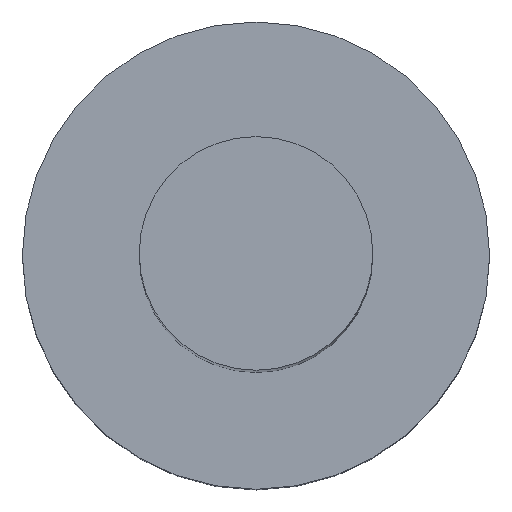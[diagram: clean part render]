
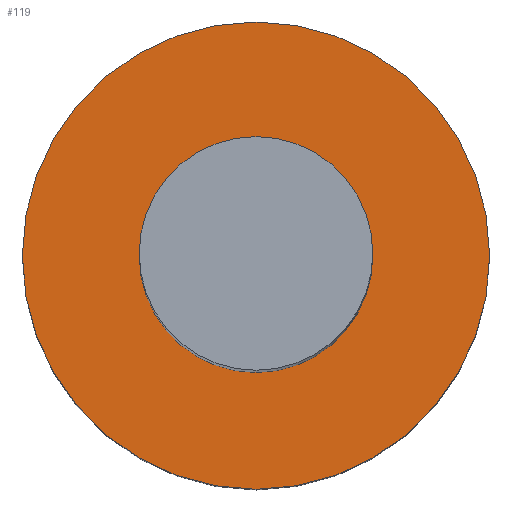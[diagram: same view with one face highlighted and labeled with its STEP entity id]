
A CAD part, top view. The second image highlights one B-rep face of the part: STEP entity #119.
In plain terms, the highlighted planar face has unit normal (0, 0, 1).
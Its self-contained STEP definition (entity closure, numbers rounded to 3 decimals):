
#2 = VERTEX_POINT ( 'NONE', #196 ) ;
#4 = ORIENTED_EDGE ( 'NONE', *, *, #314, .F. ) ;
#10 = DIRECTION ( 'NONE',  ( -1., 0., 0. ) ) ;
#11 = ORIENTED_EDGE ( 'NONE', *, *, #190, .F. ) ;
#14 = DIRECTION ( 'NONE',  ( -1., 0., 0. ) ) ;
#15 = AXIS2_PLACEMENT_3D ( 'NONE', #162, #17, #14 ) ;
#17 = DIRECTION ( 'NONE',  ( 0., 0., -1. ) ) ;
#18 = CIRCLE ( 'NONE', #127, 6. ) ;
#37 = CARTESIAN_POINT ( 'NONE',  ( 0., 0., 0. ) ) ;
#44 = DIRECTION ( 'NONE',  ( 0., 0., -1. ) ) ;
#46 = VERTEX_POINT ( 'NONE', #334 ) ;
#51 = EDGE_LOOP ( 'NONE', ( #76, #227 ) ) ;
#56 = CIRCLE ( 'NONE', #331, 6. ) ;
#59 = FACE_BOUND ( 'NONE', #51, .T. ) ;
#70 = DIRECTION ( 'NONE',  ( 0., 0., -1. ) ) ;
#76 = ORIENTED_EDGE ( 'NONE', *, *, #81, .T. ) ;
#81 = EDGE_CURVE ( 'NONE', #188, #124, #18, .T. ) ;
#89 = DIRECTION ( 'NONE',  ( -1., 0., 0. ) ) ;
#112 = EDGE_LOOP ( 'NONE', ( #11, #4 ) ) ;
#119 = ADVANCED_FACE ( 'NONE', ( #59, #195 ), #164, .F. ) ;
#124 = VERTEX_POINT ( 'NONE', #292 ) ;
#127 = AXIS2_PLACEMENT_3D ( 'NONE', #37, #185, #89 ) ;
#140 = DIRECTION ( 'NONE',  ( -1., 0., 0. ) ) ;
#157 = EDGE_CURVE ( 'NONE', #124, #188, #56, .T. ) ;
#162 = CARTESIAN_POINT ( 'NONE',  ( 0., 0., 0. ) ) ;
#164 = PLANE ( 'NONE',  #276 ) ;
#174 = CIRCLE ( 'NONE', #15, 12. ) ;
#182 = CARTESIAN_POINT ( 'NONE',  ( -6., 0., 0. ) ) ;
#185 = DIRECTION ( 'NONE',  ( 0., 0., -1. ) ) ;
#188 = VERTEX_POINT ( 'NONE', #182 ) ;
#190 = EDGE_CURVE ( 'NONE', #2, #46, #174, .T. ) ;
#195 = FACE_OUTER_BOUND ( 'NONE', #112, .T. ) ;
#196 = CARTESIAN_POINT ( 'NONE',  ( 12., 0., 0. ) ) ;
#227 = ORIENTED_EDGE ( 'NONE', *, *, #157, .T. ) ;
#237 = CARTESIAN_POINT ( 'NONE',  ( 0., 0., 0. ) ) ;
#258 = CARTESIAN_POINT ( 'NONE',  ( 0., 0., 0. ) ) ;
#259 = CARTESIAN_POINT ( 'NONE',  ( 0., 0., 0. ) ) ;
#276 = AXIS2_PLACEMENT_3D ( 'NONE', #237, #70, #298 ) ;
#292 = CARTESIAN_POINT ( 'NONE',  ( 6., 0., 0. ) ) ;
#298 = DIRECTION ( 'NONE',  ( -1., 0., 0. ) ) ;
#309 = AXIS2_PLACEMENT_3D ( 'NONE', #258, #313, #10 ) ;
#313 = DIRECTION ( 'NONE',  ( 0., 0., -1. ) ) ;
#314 = EDGE_CURVE ( 'NONE', #46, #2, #327, .T. ) ;
#327 = CIRCLE ( 'NONE', #309, 12. ) ;
#331 = AXIS2_PLACEMENT_3D ( 'NONE', #259, #44, #140 ) ;
#334 = CARTESIAN_POINT ( 'NONE',  ( -12., 0., 0. ) ) ;
